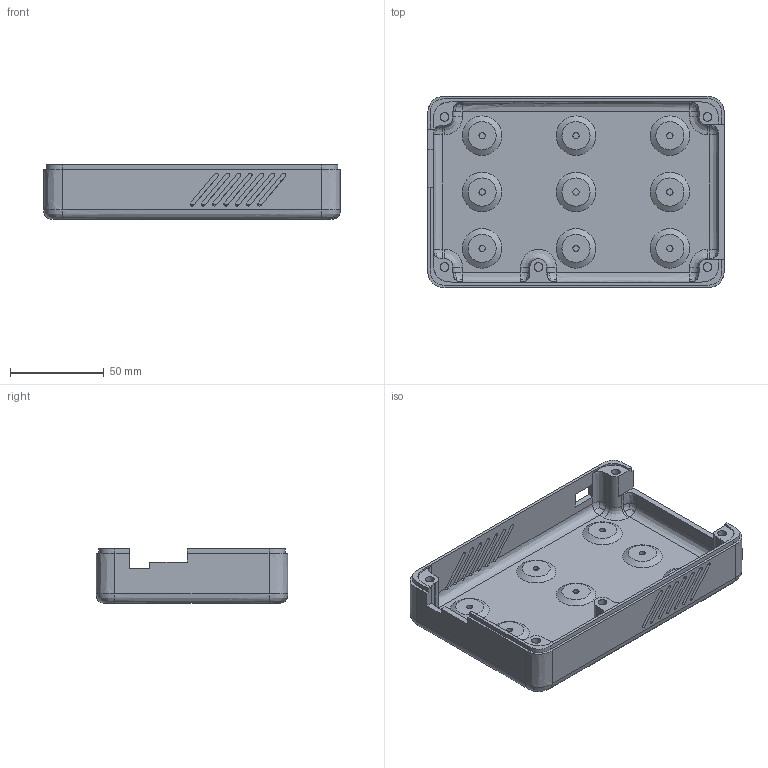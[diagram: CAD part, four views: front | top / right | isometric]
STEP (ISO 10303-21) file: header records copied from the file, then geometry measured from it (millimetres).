
FILE_DESCRIPTION(/* description */ ('STEP AP242','CAx-IF Rec.Pracs.---Representation and Presentation of Product Manufacturing Information (PMI)---4.0---2014-10-13','CAx-IF Rec.Pracs.---3D Tessellated Geometry---0.4---2014-09-14','2;1'),/* implementation_level */ '2;1');
FILE_NAME(/* name */ '64ef37b4bd7d2424b9068012',/* time_stamp */ '2023-08-30T12:36:05Z',/* author */ (''),/* organization */ (''),/* preprocessor_version */ 'ST-DEVELOPER v19.4',/* originating_system */ ' ',/* authorisation */ ' ');
FILE_SCHEMA (('AP242_MANAGED_MODEL_BASED_3D_ENGINEERING_MIM_LF { 1 0 10303 442 1 1 4 }'));
Length unit declared in the file: metre
Products named in the file (1): Part 1
Bounding box: 158 x 102 x 29 mm (x, y, z)
Volume: 98105.7 mm3; surface area: 57494.3 mm2
Topology: 1 solids, 1 shells, 237 faces, 633 edges, 406 vertices
Faces by surface type: plane 101, bspline 80, cylinder 47, cone 9
Full cylindrical faces by diameter (mm): 3.3 x9, 4.699 x5
Entity records: 11494 total; most frequent: CARTESIAN_POINT 6347, ORIENTED_EDGE 1220, DIRECTION 759, EDGE_CURVE 610, VERTEX_POINT 406, EDGE_LOOP 298, FACE_BOUND 298, B_SPLINE_CURVE_WITH_KNOTS 276
